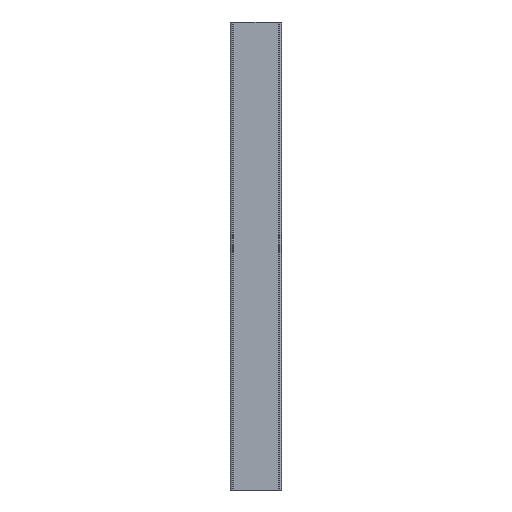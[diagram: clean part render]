
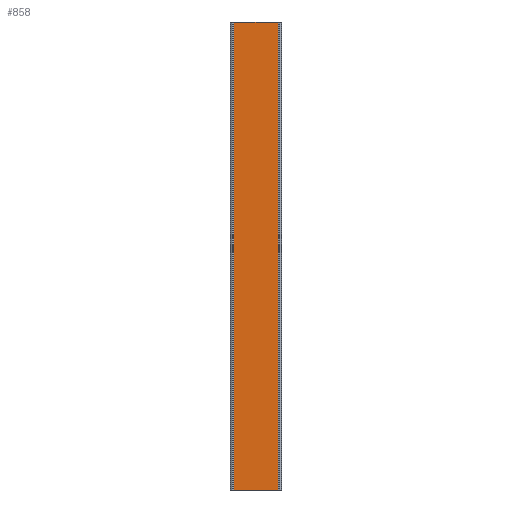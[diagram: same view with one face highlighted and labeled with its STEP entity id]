
A CAD part, left-side view. The second image highlights one B-rep face of the part: STEP entity #858.
In plain terms, the highlighted planar face has unit normal (-1, 0, 0).
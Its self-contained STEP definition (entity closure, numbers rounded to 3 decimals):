
#148 = VECTOR ( 'NONE', #220, 1000. ) ;
#216 = ORIENTED_EDGE ( 'NONE', *, *, #342, .F. ) ;
#220 = DIRECTION ( 'NONE',  ( 0., 0., -1. ) ) ;
#225 = VERTEX_POINT ( 'NONE', #1692 ) ;
#277 = CARTESIAN_POINT ( 'NONE',  ( 0., -14.392, 150. ) ) ;
#292 = LINE ( 'NONE', #1484, #1807 ) ;
#323 = CARTESIAN_POINT ( 'NONE',  ( 0., 14.392, -150. ) ) ;
#342 = EDGE_CURVE ( 'NONE', #1562, #225, #686, .T. ) ;
#361 = DIRECTION ( 'NONE',  ( 0., 0., -1. ) ) ;
#363 = CARTESIAN_POINT ( 'NONE',  ( 0., 14.392, 150. ) ) ;
#369 = ORIENTED_EDGE ( 'NONE', *, *, #530, .T. ) ;
#411 = VECTOR ( 'NONE', #361, 1000. ) ;
#413 = EDGE_CURVE ( 'NONE', #1444, #1562, #292, .T. ) ;
#530 = EDGE_CURVE ( 'NONE', #662, #225, #1488, .T. ) ;
#644 = EDGE_CURVE ( 'NONE', #1444, #662, #1661, .T. ) ;
#662 = VERTEX_POINT ( 'NONE', #323 ) ;
#680 = ORIENTED_EDGE ( 'NONE', *, *, #413, .F. ) ;
#686 = LINE ( 'NONE', #1593, #148 ) ;
#765 = CARTESIAN_POINT ( 'NONE',  ( 0., -14.392, -150. ) ) ;
#783 = DIRECTION ( 'NONE',  ( 0., -1., 0. ) ) ;
#858 = ADVANCED_FACE ( 'NONE', ( #1165 ), #1905, .F. ) ;
#1019 = VECTOR ( 'NONE', #783, 1000. ) ;
#1044 = CARTESIAN_POINT ( 'NONE',  ( 0., -14.392, 150. ) ) ;
#1165 = FACE_OUTER_BOUND ( 'NONE', #1510, .T. ) ;
#1172 = CARTESIAN_POINT ( 'NONE',  ( 0., 14.392, 150. ) ) ;
#1335 = AXIS2_PLACEMENT_3D ( 'NONE', #277, #1899, #1901 ) ;
#1444 = VERTEX_POINT ( 'NONE', #1172 ) ;
#1484 = CARTESIAN_POINT ( 'NONE',  ( 0., -14.392, 150. ) ) ;
#1488 = LINE ( 'NONE', #765, #1019 ) ;
#1510 = EDGE_LOOP ( 'NONE', ( #369, #216, #680, #1701 ) ) ;
#1562 = VERTEX_POINT ( 'NONE', #1044 ) ;
#1574 = DIRECTION ( 'NONE',  ( 0., -1., 0. ) ) ;
#1593 = CARTESIAN_POINT ( 'NONE',  ( 0., -14.392, 150. ) ) ;
#1661 = LINE ( 'NONE', #363, #411 ) ;
#1692 = CARTESIAN_POINT ( 'NONE',  ( 0., -14.392, -150. ) ) ;
#1701 = ORIENTED_EDGE ( 'NONE', *, *, #644, .T. ) ;
#1807 = VECTOR ( 'NONE', #1574, 1000. ) ;
#1899 = DIRECTION ( 'NONE',  ( 1., 0., 0. ) ) ;
#1901 = DIRECTION ( 'NONE',  ( 0., 1., 0. ) ) ;
#1905 = PLANE ( 'NONE',  #1335 ) ;
